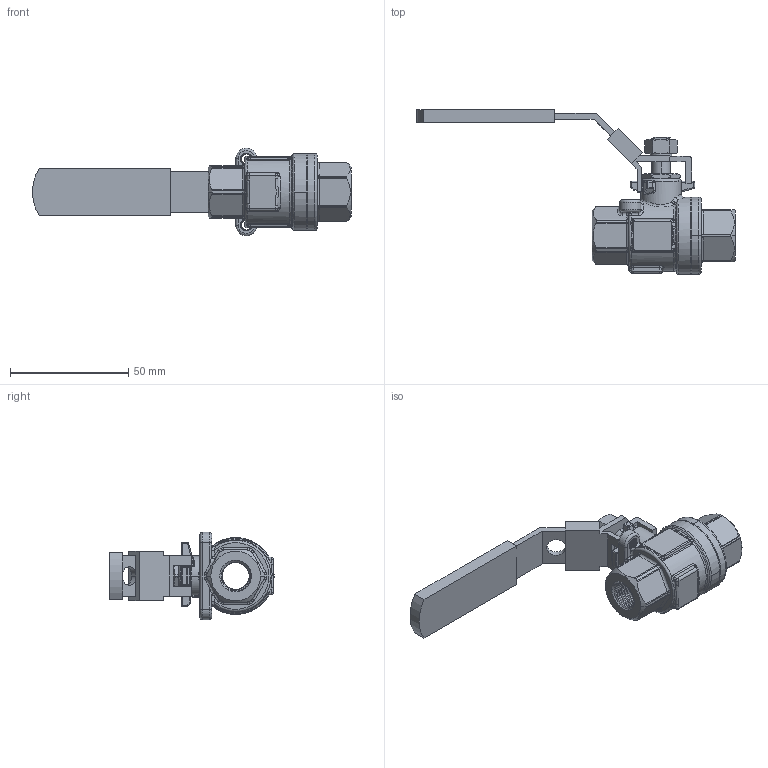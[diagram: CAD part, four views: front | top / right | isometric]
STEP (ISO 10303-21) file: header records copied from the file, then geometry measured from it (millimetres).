
FILE_DESCRIPTION((''),'2;1');
FILE_NAME('2006HL-008_ASM','2014-12-26T',('Administrator'),(''),'PRO/ENGINEER BY PARAMETRIC TECHNOLOGY CORPORATION, 2011080','PRO/ENGINEER BY PARAMETRIC TECHNOLOGY CORPORATION, 2011080','');
FILE_SCHEMA(('CONFIG_CONTROL_DESIGN'));
Products named in the file (8): 2006HL008-M01-01; 2006HL008-M02-01; 2006HL-STEM-008; 2006HL-STEMNUT-008; 2006HL-HANDLE-008; LUOMUDIANPIAN; LUOMU; 2006HL-008_ASM
Assembly tree (7 placements, depth 2):
  2006HL-008_ASM
    2006HL008-M01-01
    2006HL008-M02-01
    2006HL-STEM-008
    2006HL-STEMNUT-008
    2006HL-HANDLE-008
    LUOMUDIANPIAN
    LUOMU
Bounding box: 134.94 x 69.45 x 37 mm (x, y, z)
Volume: 41025.7 mm3; surface area: 23339.8 mm2
Topology: 7 solids, 7 shells, 840 faces, 2052 edges, 1234 vertices
Faces by surface type: cylinder 303, bspline 206, plane 174, torus 65, cone 45, sphere 44, extrusion 3
Entity records: 44707 total; most frequent: CARTESIAN_POINT 26734, ORIENTED_EDGE 4100, DIRECTION 3170, EDGE_CURVE 2050, AXIS2_PLACEMENT_3D 1252, VERTEX_POINT 1234, EDGE_LOOP 868, FACE_OUTER_BOUND 840
